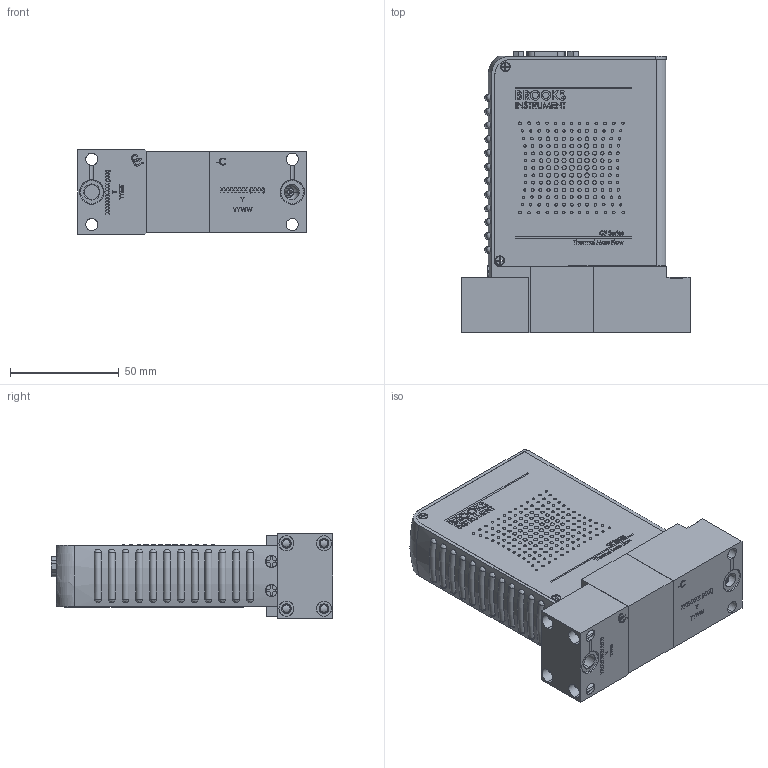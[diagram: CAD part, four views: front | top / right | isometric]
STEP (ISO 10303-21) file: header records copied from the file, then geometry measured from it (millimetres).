
FILE_DESCRIPTION (( 'STEP AP203' ), '1' );
FILE_NAME ('GF125-AS-G1.STEP', '2015-12-09T16:40:04', ( 'mrutkowski' ), ( 'Hewlett-Packard Company' ), 'SwSTEP 2.0', 'SolidWorks 2014', '' );
FILE_SCHEMA (( 'CONFIG_CONTROL_DESIGN' ));
Length unit declared in the file: inch
Products named in the file (1): GF125-AS-G1
Bounding box: 104.95 x 129.4 x 38.73 mm (x, y, z)
Surface area: 71500.3 mm2 (no closed solid volume)
Topology: 0 solids, 212 shells, 845 faces, 4595 edges, 3943 vertices
Faces by surface type: plane 521, cylinder 216, bspline 51, torus 33, cone 22, sphere 2
Entity records: 59054 total; most frequent: CARTESIAN_POINT 24276, DIRECTION 6605, ORIENTED_EDGE 5967, EDGE_CURVE 4595, VERTEX_POINT 3943, VECTOR 2485, LINE 2485, AXIS2_PLACEMENT_3D 2060
